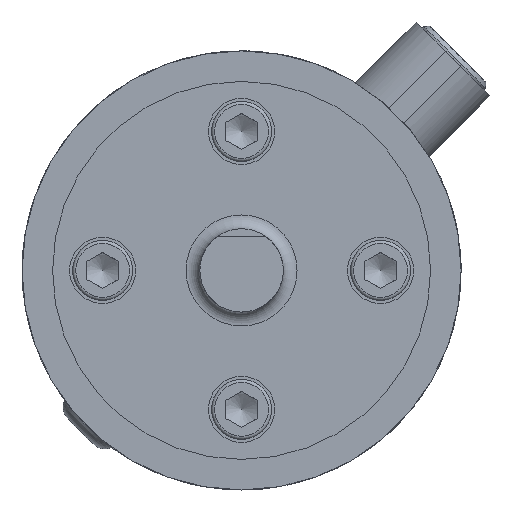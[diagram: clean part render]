
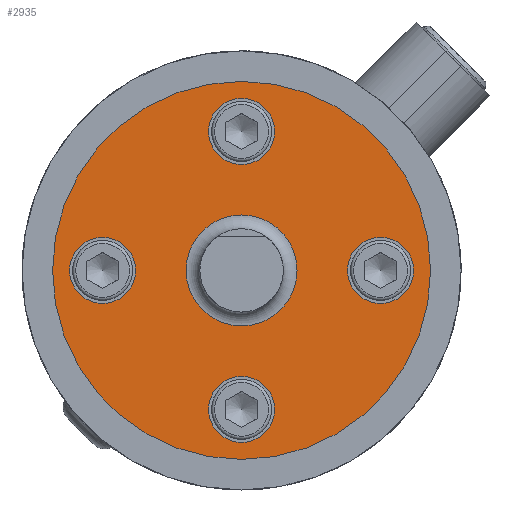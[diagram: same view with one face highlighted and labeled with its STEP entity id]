
A CAD part, front view. The second image highlights one B-rep face of the part: STEP entity #2935.
In plain terms, the highlighted planar face has unit normal (0, -1, 0).
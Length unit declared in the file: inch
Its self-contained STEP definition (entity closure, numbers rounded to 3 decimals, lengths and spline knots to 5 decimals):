
#114=PLANE('',#3227);
#406=FACE_BOUND('',#758,.T.);
#407=FACE_BOUND('',#759,.T.);
#408=FACE_BOUND('',#760,.T.);
#409=FACE_BOUND('',#761,.T.);
#410=FACE_BOUND('',#762,.T.);
#558=FACE_OUTER_BOUND('',#757,.T.);
#757=EDGE_LOOP('',(#2619));
#758=EDGE_LOOP('',(#2620));
#759=EDGE_LOOP('',(#2621));
#760=EDGE_LOOP('',(#2622));
#761=EDGE_LOOP('',(#2623));
#762=EDGE_LOOP('',(#2624));
#1280=CIRCLE('',#3211,0.2495);
#1282=CIRCLE('',#3214,0.1485);
#1283=CIRCLE('',#3216,0.1485);
#1284=CIRCLE('',#3218,0.1485);
#1285=CIRCLE('',#3220,0.1485);
#1289=CIRCLE('',#3228,0.85);
#1533=VERTEX_POINT('',#4933);
#1534=VERTEX_POINT('',#4937);
#1535=VERTEX_POINT('',#4941);
#1536=VERTEX_POINT('',#4945);
#1537=VERTEX_POINT('',#4949);
#1541=VERTEX_POINT('',#4965);
#1894=EDGE_CURVE('',#1533,#1533,#1280,.T.);
#1897=EDGE_CURVE('',#1534,#1534,#1282,.T.);
#1899=EDGE_CURVE('',#1535,#1535,#1283,.T.);
#1901=EDGE_CURVE('',#1536,#1536,#1284,.T.);
#1903=EDGE_CURVE('',#1537,#1537,#1285,.T.);
#1910=EDGE_CURVE('',#1541,#1541,#1289,.T.);
#2619=ORIENTED_EDGE('',*,*,#1910,.T.);
#2620=ORIENTED_EDGE('',*,*,#1903,.T.);
#2621=ORIENTED_EDGE('',*,*,#1901,.T.);
#2622=ORIENTED_EDGE('',*,*,#1899,.T.);
#2623=ORIENTED_EDGE('',*,*,#1897,.T.);
#2624=ORIENTED_EDGE('',*,*,#1894,.F.);
#2935=ADVANCED_FACE('',(#558,#406,#407,#408,#409,#410),#114,.T.);
#3211=AXIS2_PLACEMENT_3D('',#4934,#3888,#3889);
#3214=AXIS2_PLACEMENT_3D('',#4939,#3895,#3896);
#3216=AXIS2_PLACEMENT_3D('',#4943,#3900,#3901);
#3218=AXIS2_PLACEMENT_3D('',#4947,#3905,#3906);
#3220=AXIS2_PLACEMENT_3D('',#4951,#3910,#3911);
#3227=AXIS2_PLACEMENT_3D('',#4964,#3927,#3928);
#3228=AXIS2_PLACEMENT_3D('',#4966,#3929,#3930);
#3888=DIRECTION('center_axis',(0.,-1.,0.));
#3889=DIRECTION('ref_axis',(1.,0.,0.));
#3895=DIRECTION('center_axis',(0.,1.,0.));
#3896=DIRECTION('ref_axis',(-1.,0.,0.));
#3900=DIRECTION('center_axis',(0.,1.,0.));
#3901=DIRECTION('ref_axis',(-1.,0.,0.));
#3905=DIRECTION('center_axis',(0.,1.,0.));
#3906=DIRECTION('ref_axis',(-1.,0.,0.));
#3910=DIRECTION('center_axis',(0.,1.,0.));
#3911=DIRECTION('ref_axis',(-1.,0.,0.));
#3927=DIRECTION('center_axis',(0.,-1.,0.));
#3928=DIRECTION('ref_axis',(0.,0.,
1.));
#3929=DIRECTION('center_axis',(0.,-1.,0.));
#3930=DIRECTION('ref_axis',(-1.,0.,0.));
#4933=CARTESIAN_POINT('',(0.,-0.25,0.2495));
#4934=CARTESIAN_POINT('Origin',(0.,-0.25,0.));
#4937=CARTESIAN_POINT('',(0.1485,-0.25,0.625));
#4939=CARTESIAN_POINT('Origin',(0.,-0.25,0.625));
#4941=CARTESIAN_POINT('',(0.7735,-0.25,0.));
#4943=CARTESIAN_POINT('Origin',(0.625,-0.25,0.));
#4945=CARTESIAN_POINT('',(-0.4765,-0.25,0.));
#4947=CARTESIAN_POINT('Origin',(-0.625,-0.25,0.));
#4949=CARTESIAN_POINT('',(0.1485,-0.25,-0.625));
#4951=CARTESIAN_POINT('Origin',(0.,-0.25,-0.625));
#4964=CARTESIAN_POINT('Origin',(0.,-0.25,0.));
#4965=CARTESIAN_POINT('',(0.85,-0.25,0.));
#4966=CARTESIAN_POINT('Origin',(0.,-0.25,0.));
